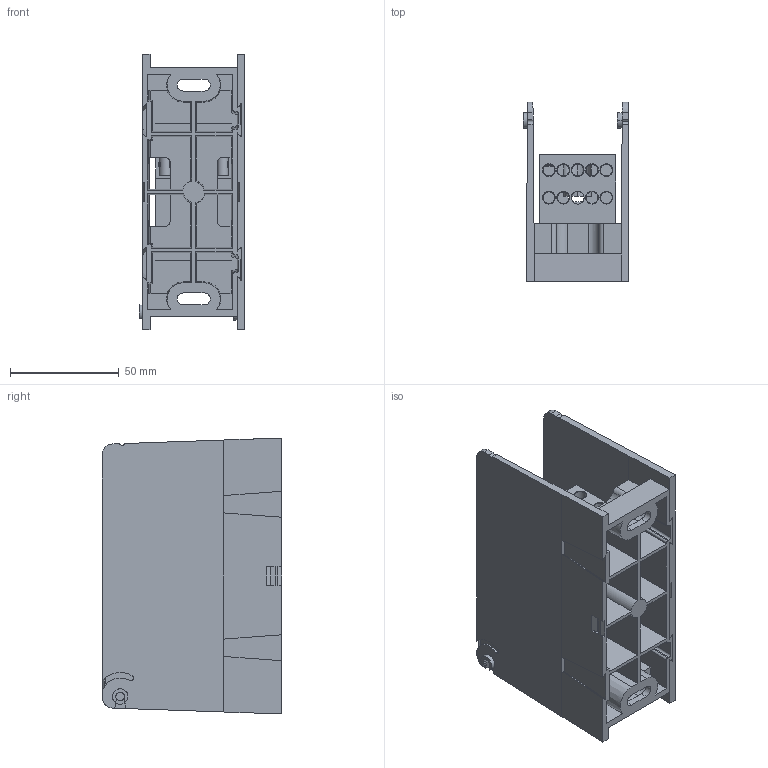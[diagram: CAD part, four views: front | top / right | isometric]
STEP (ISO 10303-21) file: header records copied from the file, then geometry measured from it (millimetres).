
FILE_DESCRIPTION (( 'STEP AP214' ), '1' );
FILE_NAME ('701931rev-1P.STEP', '2015-06-24T15:19:44', ( '' ), ( '' ), 'SwSTEP 2.0', 'SolidWorks 2014', '' );
FILE_SCHEMA (( 'AUTOMOTIVE_DESIGN' ));
Length unit declared in the file: inch
Products named in the file (1): 701931rev-1P
Bounding box: 48.6 x 82.55 x 127.01 mm (x, y, z)
Surface area: 75051.6 mm2 (no closed solid volume)
Topology: 0 solids, 13 shells, 305 faces, 1054 edges, 739 vertices
Faces by surface type: plane 167, cylinder 96, cone 42
Entity records: 17975 total; most frequent: CARTESIAN_POINT 5419, ORIENTED_EDGE 1760, DIRECTION 1593, EDGE_CURVE 1054, VERTEX_POINT 739, VECTOR 657, LINE 657, AXIS2_PLACEMENT_3D 468
